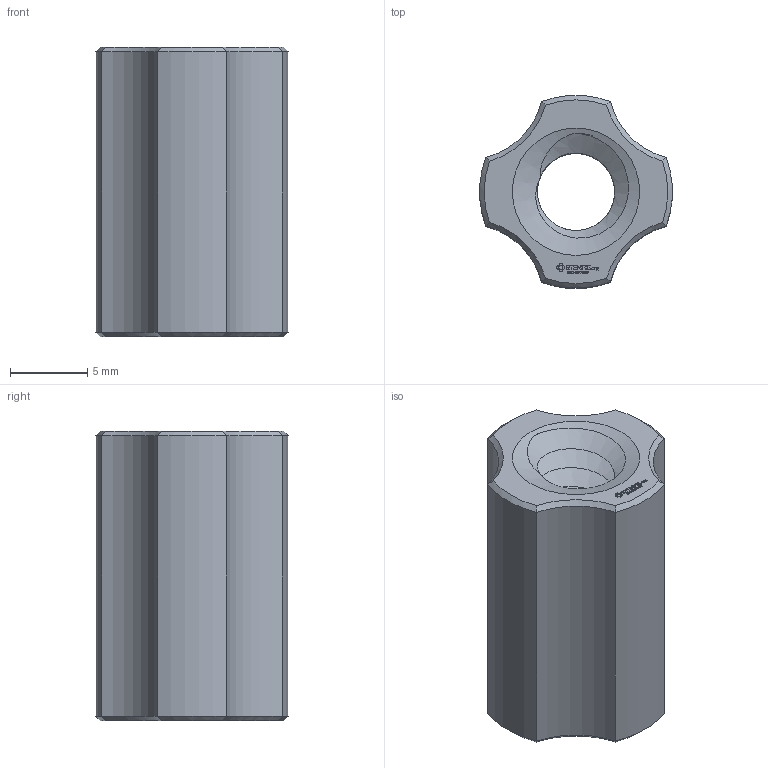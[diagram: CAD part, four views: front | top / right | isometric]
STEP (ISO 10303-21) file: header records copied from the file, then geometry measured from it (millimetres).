
FILE_DESCRIPTION(('FreeCAD Model'),'2;1');
FILE_NAME('Open CASCADE Shape Model','2023-01-06T16:51:59',(''),(''), 'Open CASCADE STEP processor 7.6','FreeCAD','Unknown');
FILE_SCHEMA(('AUTOMOTIVE_DESIGN { 1 0 10303 214 1 1 1 1 }'));
Length unit declared in the file: millimetre
Products named in the file (1): Nut RH BU01.00x01.50 - SPN-NUT-0007 (stemfie.org)
Bounding box: 12.47 x 12.47 x 18.75 mm (x, y, z)
Volume: 1373.6 mm3; surface area: 1597.6 mm2
Topology: 1 solids, 1 shells, 447 faces, 1224 edges, 810 vertices
Faces by surface type: plane 296, bspline 125, cone 18, cylinder 8
Entity records: 37023 total; most frequent: CARTESIAN_POINT 14197, DIRECTION 3519, LINE 2796, VECTOR 2796, ORIENTED_EDGE 2448, PCURVE 2448, DEFINITIONAL_REPRESENTATION 2448, EDGE_CURVE 1224
